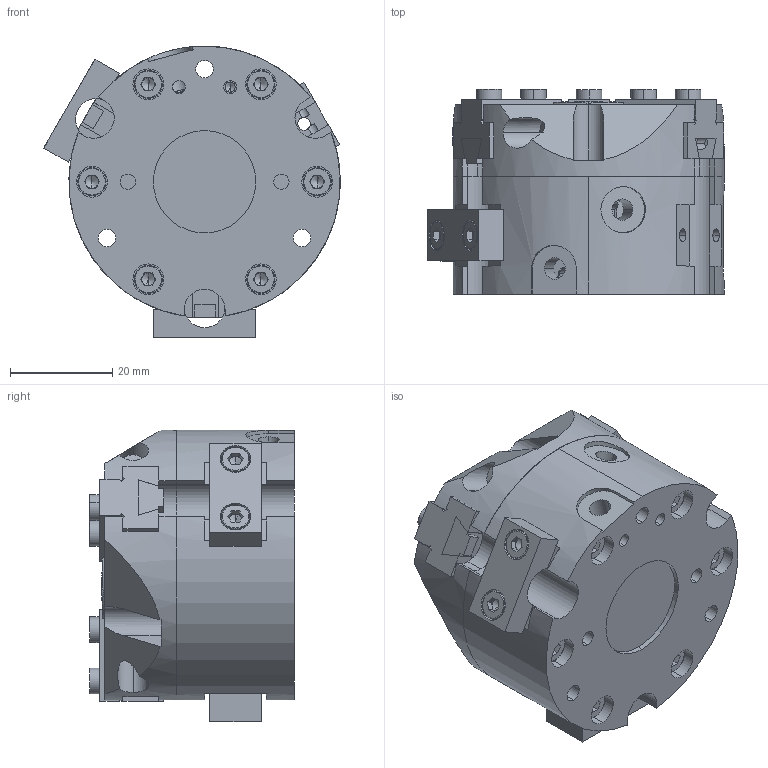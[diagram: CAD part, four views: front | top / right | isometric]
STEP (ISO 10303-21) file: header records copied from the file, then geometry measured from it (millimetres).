
FILE_DESCRIPTION (( 'STEP AP214' ), '1' );
FILE_NAME ('3PG 050.STEP', '2012-03-06T01:00:32', ( 'xw4600' ), ( '' ), 'SwSTEP 2.0', 'SolidWorks 2010', '' );
FILE_SCHEMA (( 'AUTOMOTIVE_DESIGN' ));
Length unit declared in the file: millimetre
Products named in the file (11): 3PG050-01_Default; 3PG050-02_Default; 3PG050-04_Default; 3PG050-06_Default; 3PG050-07_Default; 3PG050-09_Default; 3PG050-10_Default; countersunk head screw_ISO 10642 - M3 x 8 --- 8N; socket head cap screw_ISO 4762 M3 x 20 --- 20N; socket head cap screw_ISO 4762 M3 x 5 --- 5N; 3PG 050
Assembly tree (30 placements, depth 2):
  3PG 050
    socket head cap screw_ISO 4762 M3 x 20 --- 20N  x6
    3PG050-01_Default
    3PG050-06_Default  x2
    socket head cap screw_ISO 4762 M3 x 5 --- 5N  x5
    3PG050-04_Default  x3
    3PG050-02_Default
    3PG050-10_Default  x6
    3PG050-09_Default  x2
    countersunk head screw_ISO 10642 - M3 x 8 --- 8N  x3
    3PG050-07_Default
Bounding box: 57.91 x 40 x 57 mm (x, y, z)
Volume: 60527.5 mm3; surface area: 36332.9 mm2
Topology: 30 solids, 30 shells, 978 faces, 2416 edges, 1495 vertices
Faces by surface type: plane 485, cylinder 310, cone 133, torus 50
Entity records: 17252 total; most frequent: CARTESIAN_POINT 3583, DIRECTION 2740, ORIENTED_EDGE 2560, EDGE_CURVE 1280, AXIS2_PLACEMENT_3D 1029, VERTEX_POINT 830, VECTOR 682, LINE 682
